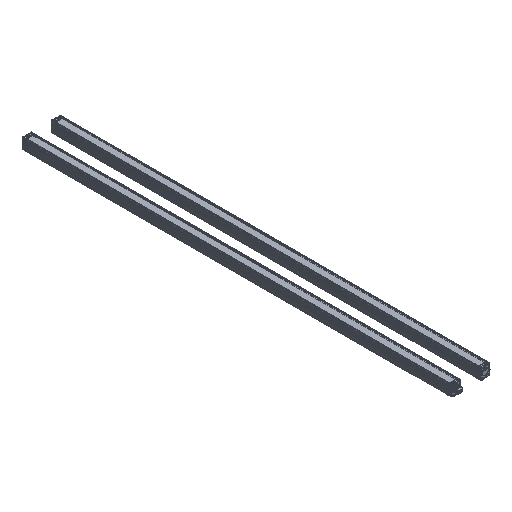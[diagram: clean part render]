
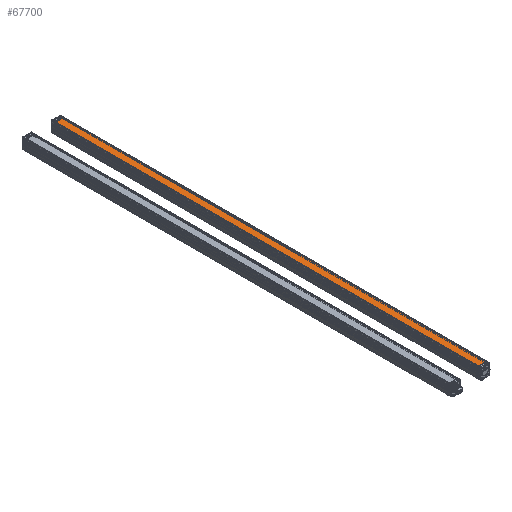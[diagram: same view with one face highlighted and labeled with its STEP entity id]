
A CAD part, isometric view. The second image highlights one B-rep face of the part: STEP entity #67700.
In plain terms, the highlighted planar face has unit normal (0, 0, 1).
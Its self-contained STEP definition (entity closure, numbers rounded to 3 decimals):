
#6502=LINE('',#136647,#12506);
#6664=LINE('',#137246,#12668);
#6667=LINE('',#137252,#12671);
#6668=LINE('',#137253,#12672);
#12506=VECTOR('',#93997,37.6);
#12668=VECTOR('',#94509,2148.5);
#12671=VECTOR('',#94514,2148.5);
#12672=VECTOR('',#94515,37.6);
#19340=FACE_OUTER_BOUND('',#23891,.T.);
#23891=EDGE_LOOP('',(#60750,#60751,#60752,#60753));
#33034=VERTEX_POINT('',#136644);
#33035=VERTEX_POINT('',#136646);
#33297=VERTEX_POINT('',#137245);
#33299=VERTEX_POINT('',#137251);
#42339=EDGE_CURVE('',#33034,#33035,#6502,.T.);
#42638=EDGE_CURVE('',#33297,#33035,#6664,.T.);
#42641=EDGE_CURVE('',#33034,#33299,#6667,.T.);
#42642=EDGE_CURVE('',#33297,#33299,#6668,.T.);
#60750=ORIENTED_EDGE('',*,*,#42641,.T.);
#60751=ORIENTED_EDGE('',*,*,#42642,.F.);
#60752=ORIENTED_EDGE('',*,*,#42638,.T.);
#60753=ORIENTED_EDGE('',*,*,#42339,.F.);
#63848=PLANE('',#74846);
#67700=ADVANCED_FACE('',(#19340),#63848,.T.);
#74846=AXIS2_PLACEMENT_3D('',#137250,#94512,#94513);
#93997=DIRECTION('',(-1.,0.,0.));
#94509=DIRECTION('',(0.,-1.,0.));
#94512=DIRECTION('center_axis',(0.,0.,
1.));
#94513=DIRECTION('ref_axis',(1.,0.,0.));
#94514=DIRECTION('',(0.,1.,0.));
#94515=DIRECTION('',(1.,0.,0.));
#136644=CARTESIAN_POINT('',(-109.017,-1740.946,-307.536));
#136646=CARTESIAN_POINT('',(-146.617,-1740.946,-307.536));
#136647=CARTESIAN_POINT('',(-109.017,-1740.946,-307.536));
#137245=CARTESIAN_POINT('',(-146.617,407.554,-307.536));
#137246=CARTESIAN_POINT('',(-146.617,59.054,-307.536));
#137250=CARTESIAN_POINT('Origin',(-146.617,59.054,-307.536));
#137251=CARTESIAN_POINT('',(-109.017,407.554,-307.536));
#137252=CARTESIAN_POINT('',(-109.017,59.054,-307.536));
#137253=CARTESIAN_POINT('',(-146.617,407.554,-307.536));
